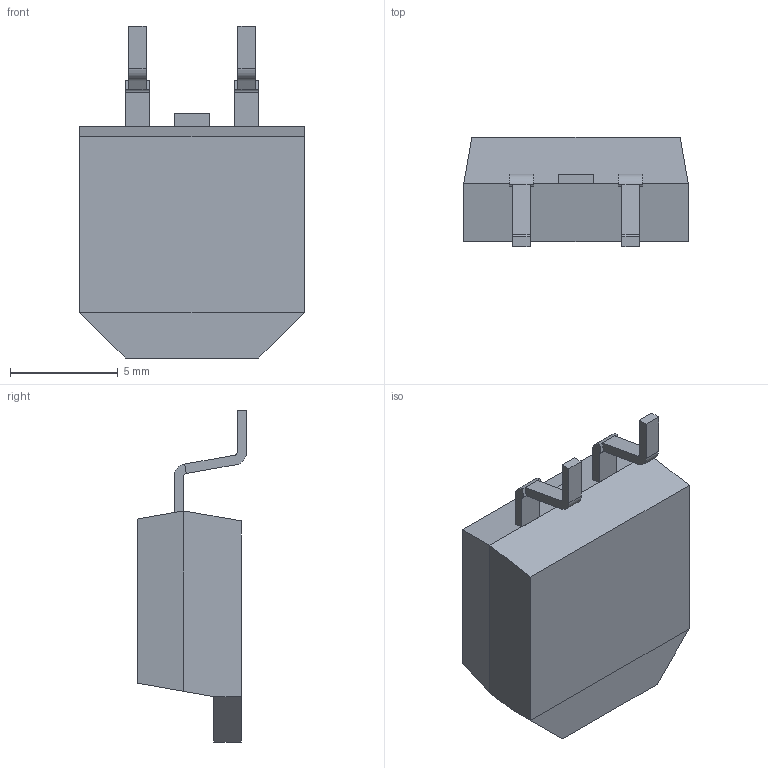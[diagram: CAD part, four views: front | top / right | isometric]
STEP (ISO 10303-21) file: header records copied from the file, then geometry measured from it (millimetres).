
FILE_DESCRIPTION (( 'STEP AP214' ), '1' );
FILE_NAME ('MBRB10H100-E3-81.STEP', '2018-10-19T17:58:52', ( '' ), ( '' ), 'SwSTEP 2.0', 'SolidWorks 2017', '' );
FILE_SCHEMA (( 'AUTOMOTIVE_DESIGN' ));
Length unit declared in the file: inch
Products named in the file (1): MBRB10H100-E3-81
Bounding box: 10.44 x 5.08 x 15.43 mm (x, y, z)
Volume: 434.6 mm3; surface area: 447.2 mm2
Topology: 5 solids, 5 shells, 58 faces, 134 edges, 86 vertices
Faces by surface type: plane 50, cylinder 8
Entity records: 1932 total; most frequent: CARTESIAN_POINT 279, ORIENTED_EDGE 268, DIRECTION 268, EDGE_CURVE 134, LINE 118, VECTOR 118, VERTEX_POINT 86, AXIS2_PLACEMENT_3D 75
